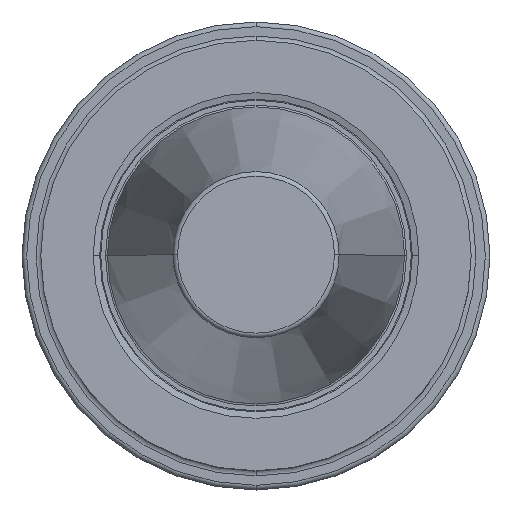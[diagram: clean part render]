
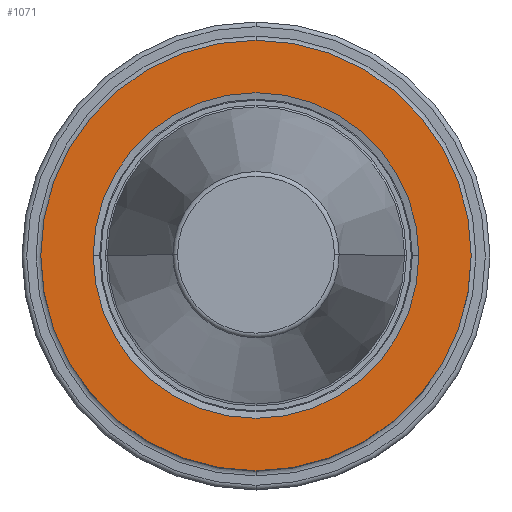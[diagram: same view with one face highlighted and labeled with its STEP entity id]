
A CAD part, top view. The second image highlights one B-rep face of the part: STEP entity #1071.
In plain terms, the highlighted planar face has unit normal (0, 0, 1).
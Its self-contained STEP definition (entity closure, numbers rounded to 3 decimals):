
#41=CARTESIAN_POINT('',(0.,0.,-2.));
#42=DIRECTION('',(0.,0.,-1.));
#43=DIRECTION('',(1.,0.,0.));
#44=AXIS2_PLACEMENT_3D('',#41,#42,#43);
#50=CARTESIAN_POINT('',(0.,0.,-2.));
#51=DIRECTION('',(0.,0.,1.));
#52=DIRECTION('',(1.,0.,0.));
#53=AXIS2_PLACEMENT_3D('',#50,#51,#52);
#58=CARTESIAN_POINT('',(0.,0.,-2.));
#59=DIRECTION('',(0.,0.,1.));
#60=DIRECTION('',(1.,0.,0.));
#61=AXIS2_PLACEMENT_3D('',#58,#59,#60);
#66=CARTESIAN_POINT('',(0.,0.,-2.));
#67=DIRECTION('',(0.,0.,1.));
#68=DIRECTION('',(-1.,0.,0.));
#69=AXIS2_PLACEMENT_3D('',#66,#67,#68);
#934=CARTESIAN_POINT('',(23.,0.,-2.));
#935=CARTESIAN_POINT('',(-23.,0.,-2.));
#936=VERTEX_POINT('',#934);
#937=VERTEX_POINT('',#935);
#996=CARTESIAN_POINT('',(17.396,0.,-2.));
#997=VERTEX_POINT('',#996);
#1000=CARTESIAN_POINT('',(-17.396,0.,-2.));
#1001=VERTEX_POINT('',#1000);
#1054=CARTESIAN_POINT('',(0.,0.,-2.));
#1055=DIRECTION('',(0.,0.,-1.));
#1056=DIRECTION('',(-1.,0.,0.));
#1057=AXIS2_PLACEMENT_3D('',#1054,#1055,#1056);
#1058=PLANE('',#1057);
#1060=ORIENTED_EDGE('',*,*,#1059,.T.);
#1062=ORIENTED_EDGE('',*,*,#1061,.F.);
#1063=EDGE_LOOP('',(#1060,#1062));
#1064=FACE_OUTER_BOUND('',#1063,.F.);
#1066=ORIENTED_EDGE('',*,*,#1065,.T.);
#1068=ORIENTED_EDGE('',*,*,#1067,.T.);
#1069=EDGE_LOOP('',(#1066,#1068));
#1070=FACE_BOUND('',#1069,.F.);
#45=CIRCLE('',#44,23.);
#54=CIRCLE('',#53,23.);
#62=CIRCLE('',#61,17.396);
#70=CIRCLE('',#69,17.396);
#1059=EDGE_CURVE('',#936,#937,#45,.T.);
#1061=EDGE_CURVE('',#936,#937,#54,.T.);
#1065=EDGE_CURVE('',#997,#1001,#62,.T.);
#1067=EDGE_CURVE('',#1001,#997,#70,.T.);
#1071=ADVANCED_FACE('',(#1064,#1070),#1058,.F.);
